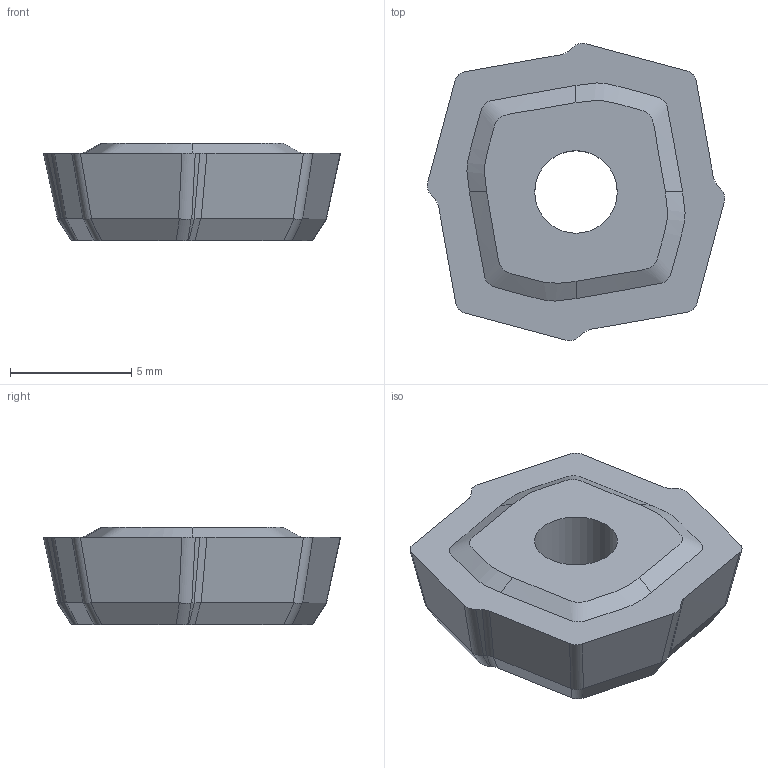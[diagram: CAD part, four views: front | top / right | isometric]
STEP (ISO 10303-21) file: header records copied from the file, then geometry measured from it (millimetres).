
FILE_DESCRIPTION(/* description */ (' '),/* implementation_level */ '2;1');
FILE_NAME(/* name */ 'TCF120405ECV36_GTM.stp',/* time_stamp */ '2018-09-12T11:31:20+05:00',/* author */ (''),/* organization */ (''),/* preprocessor_version */ 'ST-DEVELOPER v15',/* originating_system */ 'SIEMENS PLM Software NX 9.0',/* authorisation */ '');
FILE_SCHEMA (('AUTOMOTIVE_DESIGN { 1 0 10303 214 3 1 1 1 }'));
Length unit declared in the file: millimetre
Products named in the file (1): TCF120405ECV36_GTM
Bounding box: 12.24 x 12.24 x 4 mm (x, y, z)
Volume: 354.9 mm3; surface area: 366.1 mm2
Topology: 1 solids, 1 shells, 56 faces, 208 edges, 191 vertices
Faces by surface type: plane 27, cylinder 25, bspline 4
Full cylindrical faces by diameter (mm): 3.4 x1
Entity records: 3458 total; most frequent: CARTESIAN_POINT 1677, ORIENTED_EDGE 340, DIRECTION 306, EDGE_CURVE 170, VERTEX_POINT 118, AXIS2_PLACEMENT_3D 105, LINE 96, VECTOR 96
